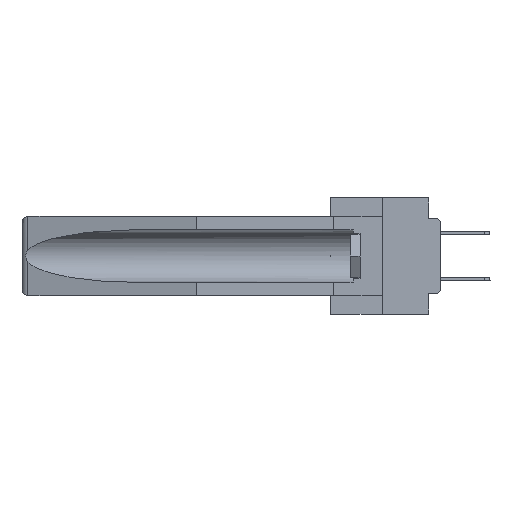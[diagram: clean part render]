
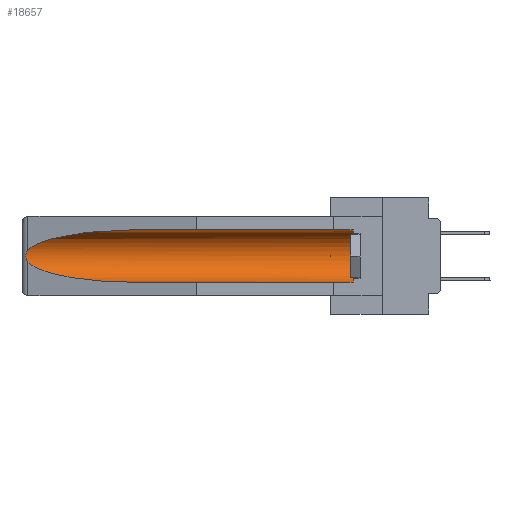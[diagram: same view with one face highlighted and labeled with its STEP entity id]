
A CAD part, left-side view. The second image highlights one B-rep face of the part: STEP entity #18657.
In plain terms, the highlighted cylindrical face has radius 2.857 mm (diameter 5.715 mm), a partial arc.
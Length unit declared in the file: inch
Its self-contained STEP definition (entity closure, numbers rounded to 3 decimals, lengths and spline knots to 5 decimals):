
#350 = LINE ( 'NONE', #3779, #31431 ) ;
#359 = VERTEX_POINT ( 'NONE', #19957 ) ;
#1237 = CARTESIAN_POINT ( 'NONE',  ( 0.155, -0.30754, -0.284 ) ) ;
#1313 = ORIENTED_EDGE ( 'NONE', *, *, #13459, .F. ) ;
#1898 = CARTESIAN_POINT ( 'NONE',  ( 0.155, 1.07973, -0.284 ) ) ;
#3779 = CARTESIAN_POINT ( 'NONE',  ( 0.155, -0.30754, -0.059 ) ) ;
#4871 = CARTESIAN_POINT ( 'NONE',  ( 0.26537, 1.52718, -0.14972 ) ) ;
#5208 = EDGE_CURVE ( 'NONE', #11426, #33575, #350, .T. ) ;
#6264 = CARTESIAN_POINT ( 'NONE',  ( 0.2673, 1.5327, -0.16383 ) ) ;
#6419 = VERTEX_POINT ( 'NONE', #13834 ) ;
#11189 = EDGE_CURVE ( 'NONE', #6419, #11426, #30405, .T. ) ;
#11426 = VERTEX_POINT ( 'NONE', #38977 ) ;
#12499 = CARTESIAN_POINT ( 'NONE',  ( 0.26597, 1.5296, -0.19026 ) ) ;
#12522 = ORIENTED_EDGE ( 'NONE', *, *, #5208, .T. ) ;
#12736 = FACE_OUTER_BOUND ( 'NONE', #20984, .T. ) ;
#13103 = LINE ( 'NONE', #1237, #25943 ) ;
#13459 = EDGE_CURVE ( 'NONE', #6419, #33332, #13103, .T. ) ;
#13834 = CARTESIAN_POINT ( 'NONE',  ( 0.155, 0.126, -0.284 ) ) ;
#14027 = EDGE_CURVE ( 'NONE', #28385, #359, #24990, .T. ) ;
#17840 = CARTESIAN_POINT ( 'NONE',  ( 0.26537, 1.52718, -0.19328 ) ) ;
#18539 = CARTESIAN_POINT ( 'NONE',  ( 0.2675, 1.53308, -0.17534 ) ) ;
#18657 = ADVANCED_FACE ( 'NONE', ( #12736 ), #28656, .F. ) ;
#18723 = CARTESIAN_POINT ( 'NONE',  ( 0.2675, 1.53308, -0.16763 ) ) ;
#18774 = DIRECTION ( 'NONE',  ( 0., 1., 0. ) ) ;
#18978 = DIRECTION ( 'NONE',  ( 0., 0., 1. ) ) ;
#19154 = DIRECTION ( 'NONE',  ( 0., 1., 0. ) ) ;
#19957 = CARTESIAN_POINT ( 'NONE',  ( 0.26537, 1.52718, -0.19328 ) ) ;
#20984 = EDGE_LOOP ( 'NONE', ( #29864, #31990, #26058, #1313, #35162, #12522 ) ) ;
#21194 = EDGE_CURVE ( 'NONE', #359, #33332, #28551, .T. ) ;
#21574 = CARTESIAN_POINT ( 'NONE',  ( 0.26654, 1.53092, -0.15636 ) ) ;
#22800 = CARTESIAN_POINT ( 'NONE',  ( 0.155, 1.07973, -0.059 ) ) ;
#24119 = CARTESIAN_POINT ( 'NONE',  ( 0.21114, 1.30732, -0.284 ) ) ;
#24312 = CARTESIAN_POINT ( 'NONE',  ( 0.155, 1.07973, -0.284 ) ) ;
#24636 = CARTESIAN_POINT ( 'NONE',  ( 0.155, 1.07973, -0.059 ) ) ;
#24990 = B_SPLINE_CURVE_WITH_KNOTS ( 'NONE', 3,
 ( #31044, #33887, #21574, #6264, #18723, #18539, #30849, #39501, #12499, #27812 ),
 .UNSPECIFIED., .F., .F.,
 ( 4, 2, 2, 2, 4 ),
 ( 0., 0.00029, 0.00058, 0.00087, 0.00117 ),
 .UNSPECIFIED. ) ;
#25943 = VECTOR ( 'NONE', #19154, 39.37008 ) ;
#26058 = ORIENTED_EDGE ( 'NONE', *, *, #21194, .T. ) ;
#27175 = AXIS2_PLACEMENT_3D ( 'NONE', #37039, #31945, #33845 ) ;
#27812 = CARTESIAN_POINT ( 'NONE',  ( 0.26537, 1.52718, -0.19328 ) ) ;
#28385 = VERTEX_POINT ( 'NONE', #30131 ) ;
#28551 =( BOUNDED_CURVE ( )  B_SPLINE_CURVE ( 3, ( #17840, #30160, #24119, #24312 ),
 .UNSPECIFIED., .F., .T. ) 
 B_SPLINE_CURVE_WITH_KNOTS ( ( 4, 4 ),
 ( 0.1948, 1.5708 ),
 .UNSPECIFIED. ) 
 CURVE ( )  GEOMETRIC_REPRESENTATION_ITEM ( )  RATIONAL_B_SPLINE_CURVE ( ( 1., 0.848, 0.848, 1. ) ) 
 REPRESENTATION_ITEM ( '' )  );
#28656 = CYLINDRICAL_SURFACE ( 'NONE', #35313, 0.1125 ) ;
#29143 = EDGE_CURVE ( 'NONE', #33575, #28385, #39604, .T. ) ;
#29864 = ORIENTED_EDGE ( 'NONE', *, *, #29143, .T. ) ;
#30131 = CARTESIAN_POINT ( 'NONE',  ( 0.26537, 1.52718, -0.14972 ) ) ;
#30160 = CARTESIAN_POINT ( 'NONE',  ( 0.25451, 1.48313, -0.24835 ) ) ;
#30405 = CIRCLE ( 'NONE', #27175, 0.1125 ) ;
#30849 = CARTESIAN_POINT ( 'NONE',  ( 0.2673, 1.53269, -0.17917 ) ) ;
#31044 = CARTESIAN_POINT ( 'NONE',  ( 0.26537, 1.52718, -0.14972 ) ) ;
#31431 = VECTOR ( 'NONE', #34020, 39.37008 ) ;
#31945 = DIRECTION ( 'NONE',  ( 0., -1., 0. ) ) ;
#31990 = ORIENTED_EDGE ( 'NONE', *, *, #14027, .T. ) ;
#33332 = VERTEX_POINT ( 'NONE', #1898 ) ;
#33575 = VERTEX_POINT ( 'NONE', #24636 ) ;
#33845 = DIRECTION ( 'NONE',  ( 0., 0., 1. ) ) ;
#33887 = CARTESIAN_POINT ( 'NONE',  ( 0.26597, 1.52961, -0.15275 ) ) ;
#34020 = DIRECTION ( 'NONE',  ( 0., 1., 0. ) ) ;
#34330 = CARTESIAN_POINT ( 'NONE',  ( 0.155, -0.30754, -0.1715 ) ) ;
#35111 = CARTESIAN_POINT ( 'NONE',  ( 0.21114, 1.30732, -0.059 ) ) ;
#35162 = ORIENTED_EDGE ( 'NONE', *, *, #11189, .T. ) ;
#35313 = AXIS2_PLACEMENT_3D ( 'NONE', #34330, #18774, #18978 ) ;
#35504 = CARTESIAN_POINT ( 'NONE',  ( 0.25451, 1.48313, -0.09465 ) ) ;
#37039 = CARTESIAN_POINT ( 'NONE',  ( 0.155, 0.126, -0.1715 ) ) ;
#38977 = CARTESIAN_POINT ( 'NONE',  ( 0.155, 0.126, -0.059 ) ) ;
#39501 = CARTESIAN_POINT ( 'NONE',  ( 0.26655, 1.53094, -0.18657 ) ) ;
#39604 =( BOUNDED_CURVE ( )  B_SPLINE_CURVE ( 3, ( #22800, #35111, #35504, #4871 ),
 .UNSPECIFIED., .F., .T. ) 
 B_SPLINE_CURVE_WITH_KNOTS ( ( 4, 4 ),
 ( 4.71239, 6.08839 ),
 .UNSPECIFIED. ) 
 CURVE ( )  GEOMETRIC_REPRESENTATION_ITEM ( )  RATIONAL_B_SPLINE_CURVE ( ( 1., 0.848, 0.848, 1. ) ) 
 REPRESENTATION_ITEM ( '' )  );
